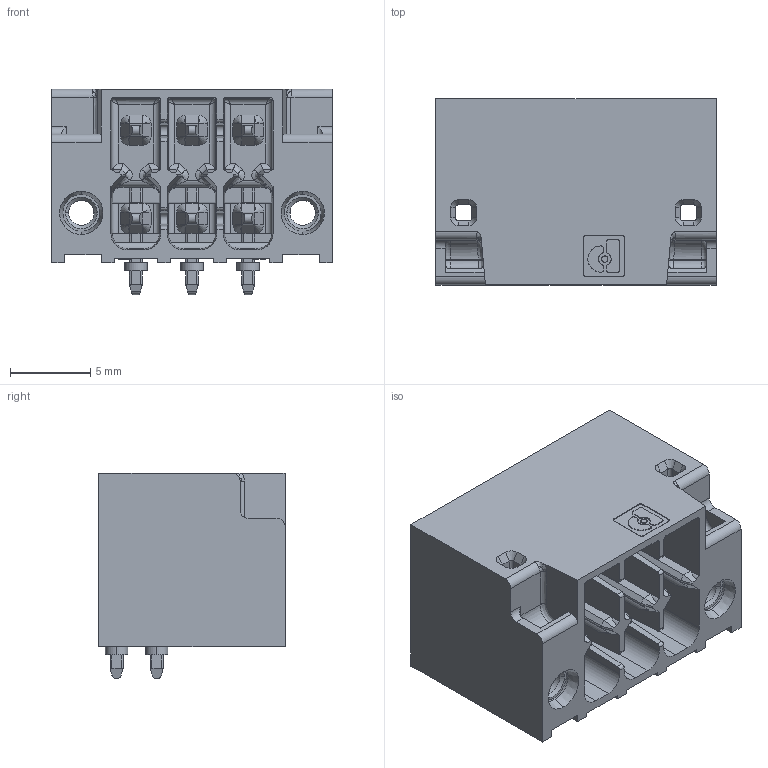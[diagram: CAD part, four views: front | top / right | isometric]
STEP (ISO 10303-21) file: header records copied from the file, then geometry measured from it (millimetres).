
FILE_DESCRIPTION(('Creo Elements/Direct Modeling STEP Export'),'2;1');
FILE_NAME('model.stp','2017-09-20T18:47:16',(''),(''),'Creo Elements/Direct Modeling STEP processor for AP214 (Solid Model)','Creo Elements/Direct Modeling 18.1I 14-Aug-2016 (C) Parametric Technology GmbH','');
FILE_SCHEMA(('AUTOMOTIVE_DESIGN { 1 0 10303 214 1 1 1 1 }'));
Products named in the file (4): DMC-1.5-3-G1-3.5-LR-THR_GEH.1; Bohrloch.1.2; Bohrloch; DMC_1.5_3-G1-3.5-LR_P20THR
Assembly tree (7 placements, depth 2):
  DMC_1.5_3-G1-3.5-LR_P20THR
    Bohrloch.1.2  x3
    Bohrloch  x3
    DMC-1.5-3-G1-3.5-LR-THR_GEH.1
Bounding box: 17.5 x 11.6 x 12.8 mm (x, y, z)
Volume: 1303.1 mm3; surface area: 2205.3 mm2
Topology: 7 solids, 7 shells, 1216 faces, 3298 edges, 2104 vertices
Faces by surface type: plane 786, cylinder 242, cone 68, bspline 65, torus 28, extrusion 27
Entity records: 56570 total; most frequent: CARTESIAN_POINT 17091, ORIENTED_EDGE 6488, DIRECTION 5533, EDGE_CURVE 3244, VECTOR 2289, LINE 2262, VERTEX_POINT 2088, AXIS2_PLACEMENT_3D 1622
